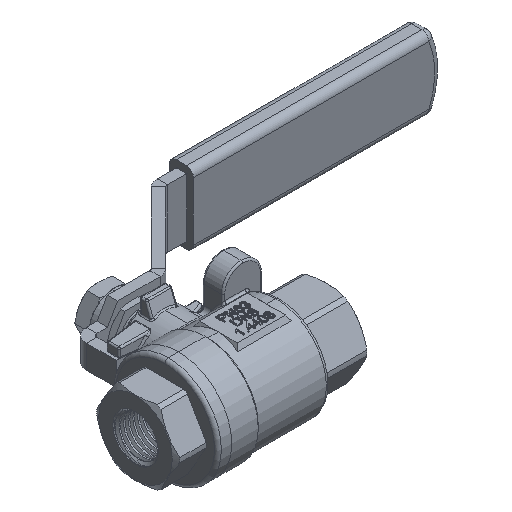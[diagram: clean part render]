
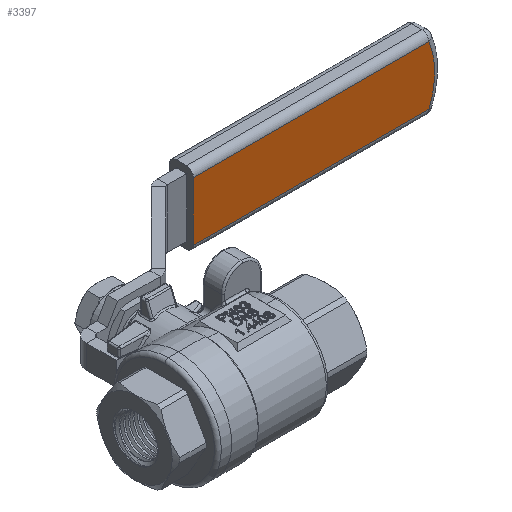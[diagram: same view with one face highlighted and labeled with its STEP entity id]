
A CAD part, isometric view. The second image highlights one B-rep face of the part: STEP entity #3397.
In plain terms, the highlighted planar face has unit normal (0, -1, 0).
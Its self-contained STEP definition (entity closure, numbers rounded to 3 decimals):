
#2574 = CARTESIAN_POINT ( 'NONE',  ( 38., 48.5, 8.5 ) ) ;
#2575 = DIRECTION ( 'NONE',  ( 0., 0., 1. ) ) ;
#2576 = VECTOR ( 'NONE', #2575, 1000. ) ;
#2577 = CARTESIAN_POINT ( 'NONE',  ( 38., 48.5, 10.5 ) ) ;
#2578 = LINE ( 'NONE', #2577, #2576 ) ;
#2579 = CARTESIAN_POINT ( 'NONE',  ( 38., 48.5, -8.5 ) ) ;
#2661 = CARTESIAN_POINT ( 'NONE',  ( 106.292, 48.5, 8.5 ) ) ;
#2662 = CARTESIAN_POINT ( 'NONE',  ( 106.292, 48.5, -8.5 ) ) ;
#2903 = VERTEX_POINT ( 'NONE', #2579 ) ;
#2905 = EDGE_CURVE ( 'NONE', #2903, #2906, #2578, .T. ) ;
#2906 = VERTEX_POINT ( 'NONE', #2574 ) ;
#2930 = VERTEX_POINT ( 'NONE', #2662 ) ;
#2931 = ORIENTED_EDGE ( 'NONE', *, *, #3386, .T. ) ;
#2932 = VERTEX_POINT ( 'NONE', #2661 ) ;
#3179 = EDGE_CURVE ( 'NONE', #2903, #2930, #7085, .T. ) ;
#3365 = EDGE_LOOP ( 'NONE', ( #3398, #3385, #2931, #3387 ) ) ;
#3376 = EDGE_CURVE ( 'NONE', #2932, #2906, #7477, .T. ) ;
#3385 = ORIENTED_EDGE ( 'NONE', *, *, #3179, .T. ) ;
#3386 = EDGE_CURVE ( 'NONE', #2930, #2932, #7516, .T. ) ;
#3387 = ORIENTED_EDGE ( 'NONE', *, *, #3376, .T. ) ;
#3397 = ADVANCED_FACE ( 'NONE', ( #7504 ), #7499, .F. ) ;
#3398 = ORIENTED_EDGE ( 'NONE', *, *, #2905, .F. ) ;
#7082 = DIRECTION ( 'NONE',  ( 1., 0., 0. ) ) ;
#7083 = VECTOR ( 'NONE', #7082, 1000. ) ;
#7084 = CARTESIAN_POINT ( 'NONE',  ( 86., 48.5, -8.5 ) ) ;
#7085 = LINE ( 'NONE', #7084, #7083 ) ;
#7474 = DIRECTION ( 'NONE',  ( -1., 0., 0. ) ) ;
#7475 = VECTOR ( 'NONE', #7474, 1000. ) ;
#7476 = CARTESIAN_POINT ( 'NONE',  ( 86., 48.5, 8.5 ) ) ;
#7477 = LINE ( 'NONE', #7476, #7475 ) ;
#7496 = DIRECTION ( 'NONE',  ( 0., 1., 0. ) ) ;
#7497 = CARTESIAN_POINT ( 'NONE',  ( 86., 48.5, 0. ) ) ;
#7498 = AXIS2_PLACEMENT_3D ( 'NONE', #7497, #7496, #7561 ) ;
#7499 = PLANE ( 'NONE',  #7498 ) ;
#7504 = FACE_OUTER_BOUND ( 'NONE', #3365, .T. ) ;
#7512 = DIRECTION ( 'NONE',  ( 0., 0., 1. ) ) ;
#7513 = DIRECTION ( 'NONE',  ( 0., -1., 0. ) ) ;
#7514 = CARTESIAN_POINT ( 'NONE',  ( 86., 48.5, 0. ) ) ;
#7515 = AXIS2_PLACEMENT_3D ( 'NONE', #7514, #7513, #7512 ) ;
#7516 = CIRCLE ( 'NONE', #7515, 22. ) ;
#7561 = DIRECTION ( 'NONE',  ( 0., 0., 1. ) ) ;
